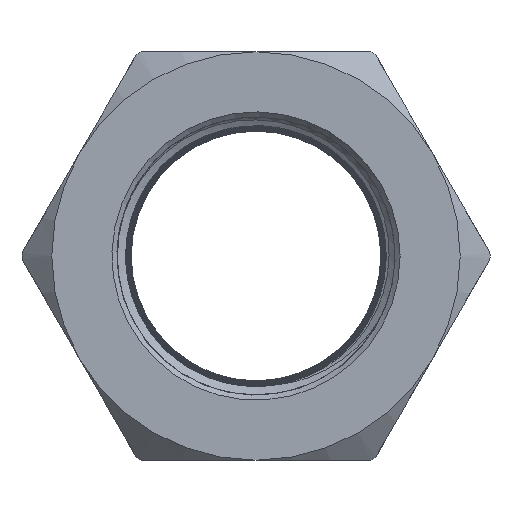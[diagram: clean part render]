
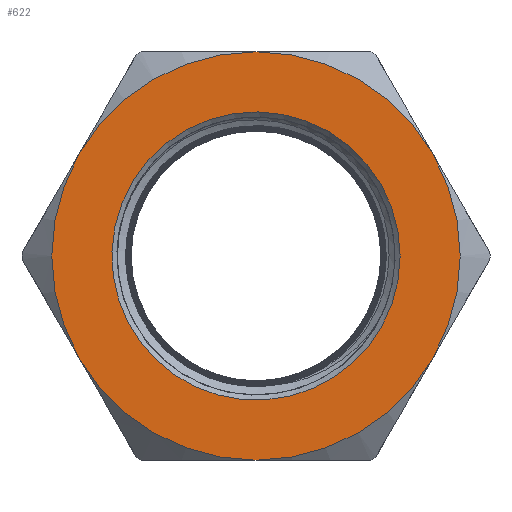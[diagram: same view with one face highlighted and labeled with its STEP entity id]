
A CAD part, left-side view. The second image highlights one B-rep face of the part: STEP entity #622.
In plain terms, the highlighted planar face has unit normal (-1, 0, 0).
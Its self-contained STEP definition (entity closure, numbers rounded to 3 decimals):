
#111=FACE_BOUND('',#209,.T.);
#163=FACE_OUTER_BOUND('',#208,.T.);
#208=EDGE_LOOP('',(#555,#556,#557,#558,#559,#560));
#209=EDGE_LOOP('',(#561));
#224=CIRCLE('',#646,13.268);
#230=CIRCLE('',#666,18.8);
#232=CIRCLE('',#669,18.8);
#235=CIRCLE('',#673,18.8);
#236=CIRCLE('',#675,18.8);
#239=CIRCLE('',#679,18.8);
#247=CIRCLE('',#694,18.8);
#260=VERTEX_POINT('',#945);
#274=VERTEX_POINT('',#7843);
#279=VERTEX_POINT('',#7858);
#284=VERTEX_POINT('',#7873);
#291=VERTEX_POINT('',#7892);
#294=VERTEX_POINT('',#7903);
#299=VERTEX_POINT('',#7918);
#316=EDGE_CURVE('',#260,#260,#224,.T.);
#373=EDGE_CURVE('',#291,#299,#230,.T.);
#375=EDGE_CURVE('',#284,#291,#232,.T.);
#378=EDGE_CURVE('',#299,#279,#235,.T.);
#379=EDGE_CURVE('',#279,#294,#236,.T.);
#382=EDGE_CURVE('',#294,#274,#239,.T.);
#390=EDGE_CURVE('',#274,#284,#247,.T.);
#555=ORIENTED_EDGE('',*,*,#390,.F.);
#556=ORIENTED_EDGE('',*,*,#382,.F.);
#557=ORIENTED_EDGE('',*,*,#379,.F.);
#558=ORIENTED_EDGE('',*,*,#378,.F.);
#559=ORIENTED_EDGE('',*,*,#373,.F.);
#560=ORIENTED_EDGE('',*,*,#375,.F.);
#561=ORIENTED_EDGE('',*,*,#316,.T.);
#584=PLANE('',#696);
#622=ADVANCED_FACE('',(#163,#111),#584,.T.);
#646=AXIS2_PLACEMENT_3D('',#946,#726,#727);
#666=AXIS2_PLACEMENT_3D('',#7932,#787,#788);
#669=AXIS2_PLACEMENT_3D('',#7935,#793,#794);
#673=AXIS2_PLACEMENT_3D('',#7939,#801,#802);
#675=AXIS2_PLACEMENT_3D('',#7941,#805,#806);
#679=AXIS2_PLACEMENT_3D('',#7945,#813,#814);
#694=AXIS2_PLACEMENT_3D('',#7961,#843,#844);
#696=AXIS2_PLACEMENT_3D('',#7963,#847,#848);
#726=DIRECTION('center_axis',(1.,0.,0.));
#727=DIRECTION('ref_axis',(0.,1.,0.));
#787=DIRECTION('center_axis',(1.,0.,0.));
#788=DIRECTION('ref_axis',(0.,-1.,0.));
#793=DIRECTION('center_axis',(1.,0.,0.));
#794=DIRECTION('ref_axis',(0.,-1.,0.));
#801=DIRECTION('center_axis',(1.,0.,0.));
#802=DIRECTION('ref_axis',(0.,-1.,0.));
#805=DIRECTION('center_axis',(1.,0.,0.));
#806=DIRECTION('ref_axis',(0.,-1.,0.));
#813=DIRECTION('center_axis',(1.,0.,0.));
#814=DIRECTION('ref_axis',(0.,-1.,0.));
#843=DIRECTION('center_axis',(1.,0.,0.));
#844=DIRECTION('ref_axis',(0.,-1.,0.));
#847=DIRECTION('center_axis',(-1.,0.,0.));
#848=DIRECTION('ref_axis',(0.,0.,1.));
#945=CARTESIAN_POINT('',(-30.3,-13.268,0.));
#946=CARTESIAN_POINT('Origin',(-30.3,0.,0.));
#7843=CARTESIAN_POINT('',(-30.3,16.281,-9.4));
#7858=CARTESIAN_POINT('',(-30.3,-16.281,-9.4));
#7873=CARTESIAN_POINT('',(-30.3,16.281,9.4));
#7892=CARTESIAN_POINT('',(-30.3,0.,18.8));
#7903=CARTESIAN_POINT('',(-30.3,0.,-18.8));
#7918=CARTESIAN_POINT('',(-30.3,-16.281,9.4));
#7932=CARTESIAN_POINT('Origin',(-30.3,0.,0.));
#7935=CARTESIAN_POINT('Origin',(-30.3,0.,0.));
#7939=CARTESIAN_POINT('Origin',(-30.3,0.,0.));
#7941=CARTESIAN_POINT('Origin',(-30.3,0.,0.));
#7945=CARTESIAN_POINT('Origin',(-30.3,0.,0.));
#7961=CARTESIAN_POINT('Origin',(-30.3,0.,0.));
#7963=CARTESIAN_POINT('Origin',(-30.3,21.545,0.));
